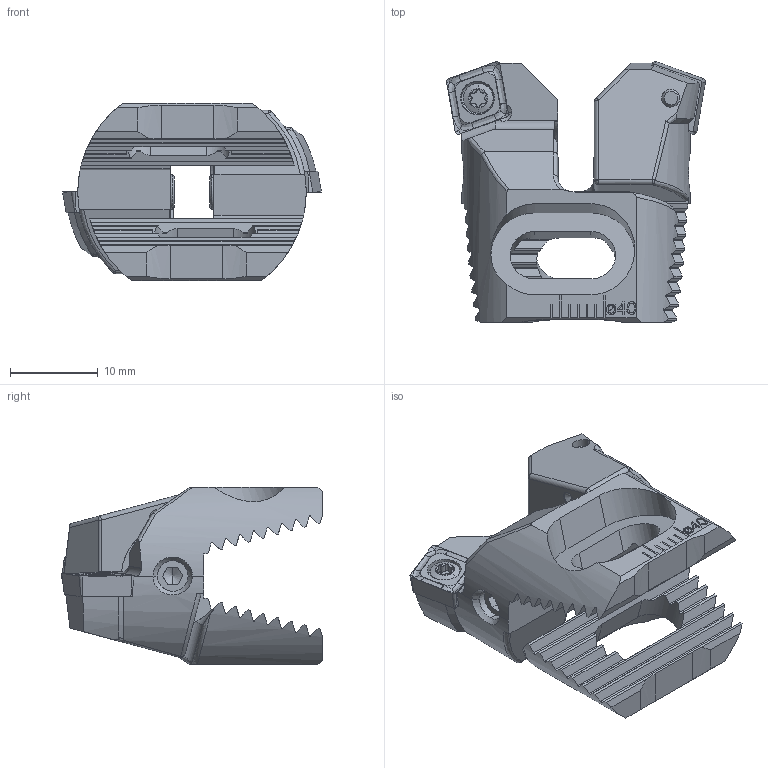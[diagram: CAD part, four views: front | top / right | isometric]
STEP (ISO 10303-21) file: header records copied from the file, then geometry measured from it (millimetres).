
FILE_DESCRIPTION (( 'STEP AP203' ), '1' );
FILE_NAME ('D24.025.031.006.STEP', '2018-03-02T10:17:28', ( 'SWIAdmin' ), ( 'Hewlett-Packard Company' ), 'SwSTEP 2.0', 'SolidWorks 2017', '' );
FILE_SCHEMA (( 'CONFIG_CONTROL_DESIGN' ));
Length unit declared in the file: millimetre
Products named in the file (5): CCMT060204; Z25-ER3.001.010_A; D24.025.031.006; Z25-xxx.001.016_B_70ø; WCA-ER2.001.006_A
Assembly tree (8 placements, depth 2):
  D24.025.031.006
    Z25-xxx.001.016_B_70ø  x2
    WCA-ER2.001.006_A  x2
    CCMT060204  x2
    Z25-ER3.001.010_A  x2
Bounding box: 29.5 x 29.7 x 20.2 mm (x, y, z)
Volume: 5214.8 mm3; surface area: 4775.4 mm2
Topology: 8 solids, 8 shells, 634 faces, 1674 edges, 1056 vertices
Faces by surface type: plane 316, cylinder 142, bspline 78, cone 66, sphere 16, torus 16
Entity records: 12201 total; most frequent: CARTESIAN_POINT 4431, ORIENTED_EDGE 1658, DIRECTION 1281, EDGE_CURVE 829, VERTEX_POINT 528, AXIS2_PLACEMENT_3D 428, VECTOR 425, LINE 425
